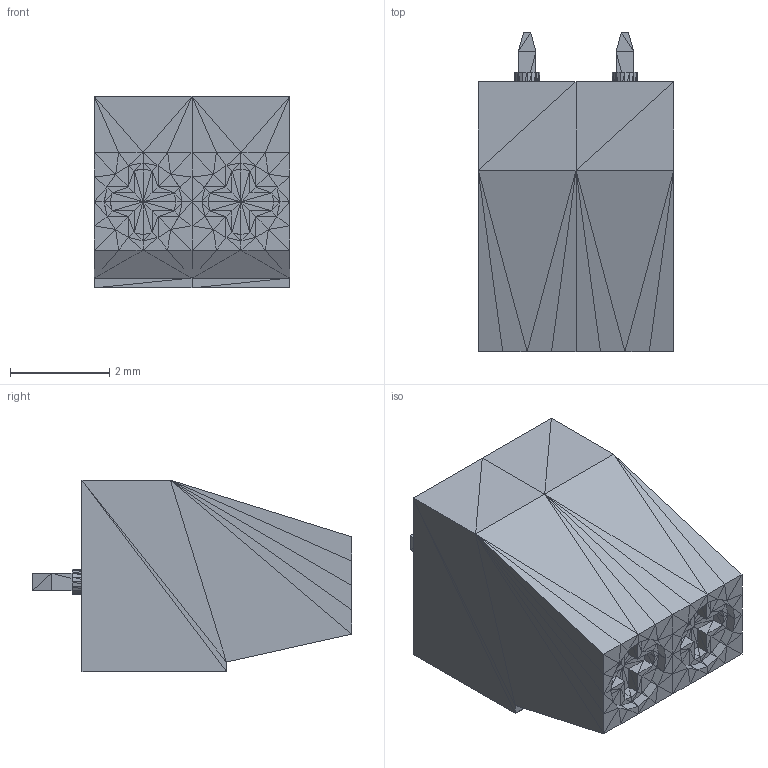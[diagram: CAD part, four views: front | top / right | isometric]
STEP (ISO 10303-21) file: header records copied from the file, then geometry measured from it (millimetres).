
FILE_DESCRIPTION(('FreeCAD Model'),'2;1');
FILE_NAME('mkds_1,5-2.step','2019-11-24T22:12:15',('Author'),(''), 'Open CASCADE STEP processor 7.3','FreeCAD','Unknown');
FILE_SCHEMA(('AUTOMOTIVE_DESIGN { 1 0 10303 214 1 1 1 1 }'));
Length unit declared in the file: millimetre
Products named in the file (14): mkds_1_018; mkds_1_5; mkds_1_006; mkds_1_007; mkds_1_008; mkds_1_009; mkds_1_010; mkds_1_011; mkds_1_012; mkds_1_013; mkds_1_014; mkds_1_015; mkds_1_016; mkds_1_017
Assembly tree (13 placements, depth 2):
  mkds_1_018
    mkds_1_5
    mkds_1_006
    mkds_1_007
    mkds_1_008
    mkds_1_009
    mkds_1_010
    mkds_1_011
    mkds_1_012
    mkds_1_013
    mkds_1_014
    mkds_1_015
    mkds_1_016
    mkds_1_017
Bounding box: 3.94 x 6.43 x 3.86 mm (x, y, z)
Surface area: 300.6 mm2 (no closed solid volume)
Topology: 0 solids, 13 shells, 932 faces, 1390 edges, 480 vertices
Faces by surface type: plane 932
Entity records: 18553 total; most frequent: DIRECTION 3282, CARTESIAN_POINT 2816, ORIENTED_EDGE 2780, EDGE_CURVE 1390, LINE 1390, VECTOR 1390, AXIS2_PLACEMENT_3D 946, ADVANCED_FACE 932
